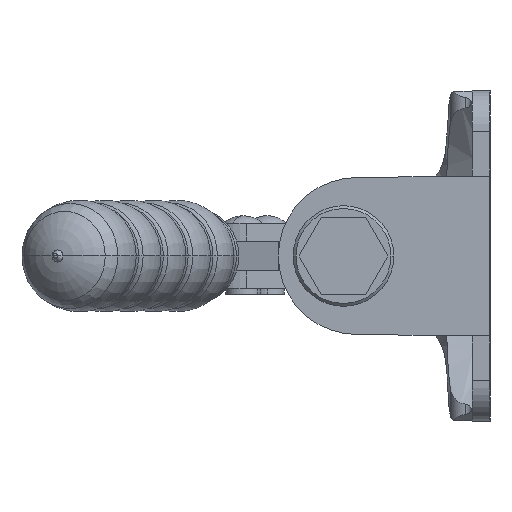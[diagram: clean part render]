
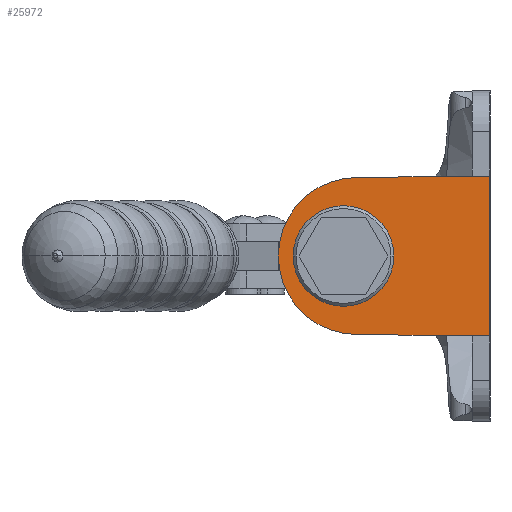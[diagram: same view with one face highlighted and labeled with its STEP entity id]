
A CAD part, left-side view. The second image highlights one B-rep face of the part: STEP entity #25972.
In plain terms, the highlighted planar face has unit normal (-1, 0, 0).
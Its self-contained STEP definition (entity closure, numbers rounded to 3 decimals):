
#16 = VECTOR ( 'NONE', #18688, 1000. ) ;
#242 = ORIENTED_EDGE ( 'NONE', *, *, #33799, .F. ) ;
#1306 = AXIS2_PLACEMENT_3D ( 'NONE', #36740, #30661, #25348 ) ;
#3927 = CARTESIAN_POINT ( 'NONE',  ( -89.5, -13.249, 22.669 ) ) ;
#4037 = DIRECTION ( 'NONE',  ( 0., -0.013, -1. ) ) ;
#4109 = AXIS2_PLACEMENT_3D ( 'NONE', #16901, #25631, #7834 ) ;
#4322 = FACE_OUTER_BOUND ( 'NONE', #28668, .T. ) ;
#4644 = EDGE_CURVE ( 'NONE', #10515, #37465, #6638, .T. ) ;
#4817 = EDGE_CURVE ( 'NONE', #37465, #27393, #20740, .T. ) ;
#5315 = CARTESIAN_POINT ( 'NONE',  ( -89.5, -13.5, 3. ) ) ;
#5397 = LINE ( 'NONE', #11010, #31257 ) ;
#6638 = LINE ( 'NONE', #3927, #10757 ) ;
#7834 = DIRECTION ( 'NONE',  ( 0., -1., 0. ) ) ;
#7927 = PLANE ( 'NONE',  #1306 ) ;
#7943 = EDGE_CURVE ( 'NONE', #24740, #23697, #31745, .T. ) ;
#8585 = EDGE_CURVE ( 'NONE', #21032, #10515, #17223, .T. ) ;
#9450 = DIRECTION ( 'NONE',  ( -1., 0., 0. ) ) ;
#10279 = VECTOR ( 'NONE', #19921, 1000. ) ;
#10315 = CARTESIAN_POINT ( 'NONE',  ( -89.5, -13.5, 0. ) ) ;
#10423 = ORIENTED_EDGE ( 'NONE', *, *, #28950, .T. ) ;
#10515 = VERTEX_POINT ( 'NONE', #27004 ) ;
#10757 = VECTOR ( 'NONE', #4037, 1000. ) ;
#11010 = CARTESIAN_POINT ( 'NONE',  ( -89.5, 13.5, 3. ) ) ;
#13805 = EDGE_CURVE ( 'NONE', #25239, #21032, #20417, .T. ) ;
#13827 = CARTESIAN_POINT ( 'NONE',  ( -89.5, 7.3, 24.75 ) ) ;
#14080 = CIRCLE ( 'NONE', #35851, 7.3 ) ;
#16620 = DIRECTION ( 'NONE',  ( 0., 0., -1. ) ) ;
#16641 = CARTESIAN_POINT ( 'NONE',  ( -89.5, 13.5, 0. ) ) ;
#16901 = CARTESIAN_POINT ( 'NONE',  ( -89.5, 0., 24.75 ) ) ;
#17223 = CIRCLE ( 'NONE', #28709, 13.25 ) ;
#17383 = ORIENTED_EDGE ( 'NONE', *, *, #8585, .F. ) ;
#17430 = ORIENTED_EDGE ( 'NONE', *, *, #13805, .F. ) ;
#17722 = DIRECTION ( 'NONE',  ( 0., 1., 0. ) ) ;
#18688 = DIRECTION ( 'NONE',  ( 0., -0.013, 1. ) ) ;
#19172 = CARTESIAN_POINT ( 'NONE',  ( -89.5, 13.249, 22.669 ) ) ;
#19921 = DIRECTION ( 'NONE',  ( 0., 0., -1. ) ) ;
#20417 = LINE ( 'NONE', #22358, #16 ) ;
#20477 = ORIENTED_EDGE ( 'NONE', *, *, #4644, .F. ) ;
#20740 = LINE ( 'NONE', #5315, #10279 ) ;
#20983 = VERTEX_POINT ( 'NONE', #16641 ) ;
#21032 = VERTEX_POINT ( 'NONE', #19172 ) ;
#22358 = CARTESIAN_POINT ( 'NONE',  ( -89.5, 13.5, 3. ) ) ;
#23697 = VERTEX_POINT ( 'NONE', #13827 ) ;
#24058 = CARTESIAN_POINT ( 'NONE',  ( -89.5, -7.3, 24.75 ) ) ;
#24274 = EDGE_CURVE ( 'NONE', #25239, #20983, #5397, .T. ) ;
#24740 = VERTEX_POINT ( 'NONE', #24058 ) ;
#24986 = ORIENTED_EDGE ( 'NONE', *, *, #24274, .T. ) ;
#25239 = VERTEX_POINT ( 'NONE', #33366 ) ;
#25348 = DIRECTION ( 'NONE',  ( 0., 0., -1. ) ) ;
#25503 = CARTESIAN_POINT ( 'NONE',  ( -89.5, -13.5, 0. ) ) ;
#25631 = DIRECTION ( 'NONE',  ( -1., 0., 0. ) ) ;
#25972 = ADVANCED_FACE ( 'NONE', ( #28884, #4322 ), #7927, .F. ) ;
#27004 = CARTESIAN_POINT ( 'NONE',  ( -89.5, -13.249, 22.669 ) ) ;
#27158 = LINE ( 'NONE', #10315, #33478 ) ;
#27393 = VERTEX_POINT ( 'NONE', #25503 ) ;
#28116 = DIRECTION ( 'NONE',  ( 0., -1., 0. ) ) ;
#28183 = CARTESIAN_POINT ( 'NONE',  ( -89.5, -13.5, 3. ) ) ;
#28520 = EDGE_LOOP ( 'NONE', ( #33866, #242 ) ) ;
#28668 = EDGE_LOOP ( 'NONE', ( #33433, #20477, #17383, #17430, #24986, #10423 ) ) ;
#28709 = AXIS2_PLACEMENT_3D ( 'NONE', #35068, #31862, #17722 ) ;
#28884 = FACE_BOUND ( 'NONE', #28520, .T. ) ;
#28950 = EDGE_CURVE ( 'NONE', #20983, #27393, #27158, .T. ) ;
#29612 = DIRECTION ( 'NONE',  ( 0., -1., 0. ) ) ;
#29742 = CARTESIAN_POINT ( 'NONE',  ( -89.5, 0., 24.75 ) ) ;
#30661 = DIRECTION ( 'NONE',  ( 1., 0., 0. ) ) ;
#31257 = VECTOR ( 'NONE', #16620, 1000. ) ;
#31745 = CIRCLE ( 'NONE', #4109, 7.3 ) ;
#31862 = DIRECTION ( 'NONE',  ( 1., 0., 0. ) ) ;
#33366 = CARTESIAN_POINT ( 'NONE',  ( -89.5, 13.5, 3. ) ) ;
#33433 = ORIENTED_EDGE ( 'NONE', *, *, #4817, .F. ) ;
#33478 = VECTOR ( 'NONE', #28116, 1000. ) ;
#33799 = EDGE_CURVE ( 'NONE', #23697, #24740, #14080, .T. ) ;
#33866 = ORIENTED_EDGE ( 'NONE', *, *, #7943, .F. ) ;
#35068 = CARTESIAN_POINT ( 'NONE',  ( -89.5, 0., 22.5 ) ) ;
#35851 = AXIS2_PLACEMENT_3D ( 'NONE', #29742, #9450, #29612 ) ;
#36740 = CARTESIAN_POINT ( 'NONE',  ( -89.5, -13.5, 3. ) ) ;
#37465 = VERTEX_POINT ( 'NONE', #28183 ) ;
